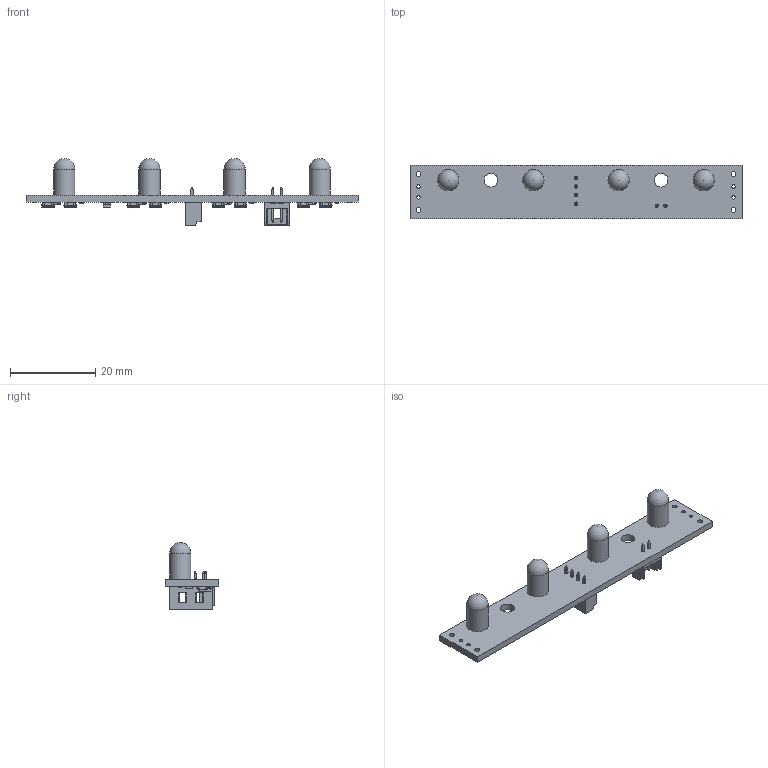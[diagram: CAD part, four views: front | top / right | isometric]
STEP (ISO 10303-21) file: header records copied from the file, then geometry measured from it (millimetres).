
FILE_DESCRIPTION(('Open CASCADE Model'),'2;1');
FILE_NAME('Open CASCADE Shape Model','2021-09-24T19:42:04',('Author'),( 'Open CASCADE'),'Open CASCADE STEP processor 6.8','Open CASCADE 6.8' ,'Unknown');
FILE_SCHEMA(('AUTOMOTIVE_DESIGN { 1 0 10303 214 1 1 1 1 }'));
Length unit declared in the file: millimetre
Products named in the file (60): PCB; Board; Open CASCADE STEP translator 6.8 1.1.1; R24; RESC0603_v2; R23; R22; R21; R20; R19; R18; R17; R16; R15; R14; R13; R12; R11; R10; R9; R8; R7; R6; R5; R4; RESC1206_v1; R3; R2; R1; Q8; SOT23-3; Q7; Q6; Q5; Q4; Q3; Q2; Q1; LD4; 6369051648 ...
Assembly tree (94 placements, depth 4):
  PCB
    Board
      Open CASCADE STEP translator 6.8 1.1.1
    R24
      RESC0603_v2
    R23
      RESC0603_v2
    R22
      RESC0603_v2
    R21
      RESC0603_v2
    R20
      RESC0603_v2
    R19
      RESC0603_v2
    R18
      RESC0603_v2
    R17
      RESC0603_v2
    R16
      RESC0603_v2
    R15
      RESC0603_v2
    R14
      RESC0603_v2
    R13
      RESC0603_v2
    R12
      RESC0603_v2
    R11
      RESC0603_v2
    R10
      RESC0603_v2
    R9
      RESC0603_v2
    R8
      RESC0603_v2
    R7
      RESC0603_v2
    R6
      RESC0603_v2
    R5
      RESC0603_v2
    R4
      RESC1206_v1
    R3
      RESC1206_v1
    R2
      RESC1206_v1
    R1
      RESC1206_v1
    Q8
      SOT23-3
    Q7
      SOT23-3
    Q6
      SOT23-3
    Q5
      SOT23-3
    Q4
Bounding box: 78 x 12.5 x 15.71 mm (x, y, z)
Volume: 2471.3 mm3; surface area: 4210 mm2
Topology: 143 solids, 143 shells, 2499 faces, 5476 edges, 3276 vertices
Faces by surface type: plane 1239, cylinder 648, bspline 312, sphere 300
Full cylindrical faces by diameter (mm): 0.8 x10, 0.9 x8, 1.152 x4, 3.2 x2, 5 x4
Entity records: 20076 total; most frequent: CARTESIAN_POINT 4564, DIRECTION 2950, ORIENTED_EDGE 2936, EDGE_CURVE 1468, LINE 1112, VECTOR 1112, AXIS2_PLACEMENT_3D 919, VERTEX_POINT 907
